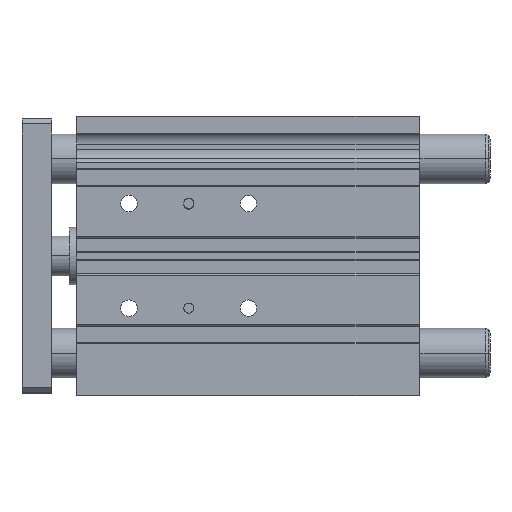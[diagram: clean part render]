
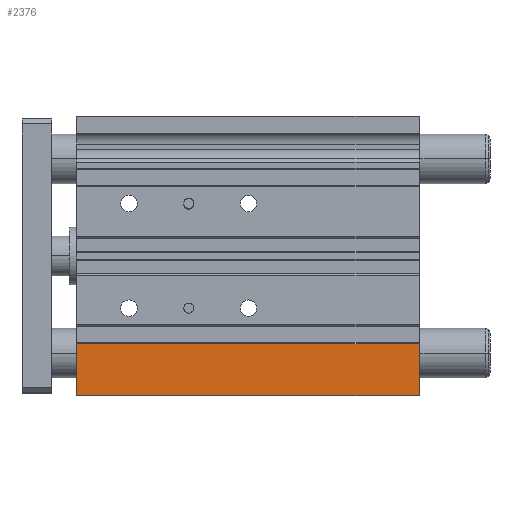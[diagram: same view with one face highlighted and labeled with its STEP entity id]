
A CAD part, top view. The second image highlights one B-rep face of the part: STEP entity #2376.
In plain terms, the highlighted planar face has unit normal (0, 0, 1).
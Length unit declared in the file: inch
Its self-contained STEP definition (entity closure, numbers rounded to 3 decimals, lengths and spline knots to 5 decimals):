
#271 = DIRECTION ( 'NONE',  ( 0., -1., 0. ) ) ;
#383 = LINE ( 'NONE', #1366, #2791 ) ;
#445 = DIRECTION ( 'NONE',  ( -1., 0., 0. ) ) ;
#499 = EDGE_CURVE ( 'NONE', #5656, #8051, #9006, .T. ) ;
#1366 = CARTESIAN_POINT ( 'NONE',  ( 5.41339, -2.20472, 0.94488 ) ) ;
#1622 = EDGE_CURVE ( 'NONE', #8051, #6744, #383, .T. ) ;
#1626 = FACE_OUTER_BOUND ( 'NONE', #8998, .T. ) ;
#2124 = CARTESIAN_POINT ( 'NONE',  ( 0., -1.3878, 0.94488 ) ) ;
#2376 = ADVANCED_FACE ( 'NONE', ( #1626 ), #9950, .F. ) ;
#2655 = CARTESIAN_POINT ( 'NONE',  ( 5.41339, -2.20472, 0.94488 ) ) ;
#2791 = VECTOR ( 'NONE', #445, 39.37008 ) ;
#3063 = LINE ( 'NONE', #4873, #10771 ) ;
#3104 = EDGE_CURVE ( 'NONE', #5656, #7575, #3063, .T. ) ;
#3209 = VECTOR ( 'NONE', #11806, 39.37008 ) ;
#3899 = DIRECTION ( 'NONE',  ( -1., 0., 0. ) ) ;
#4873 = CARTESIAN_POINT ( 'NONE',  ( 5.41339, -1.3878, 0.94488 ) ) ;
#5656 = VERTEX_POINT ( 'NONE', #9060 ) ;
#5877 = LINE ( 'NONE', #2124, #9364 ) ;
#6251 = DIRECTION ( 'NONE',  ( 0., -1., 0. ) ) ;
#6744 = VERTEX_POINT ( 'NONE', #7540 ) ;
#7540 = CARTESIAN_POINT ( 'NONE',  ( 0., -2.20472, 0.94488 ) ) ;
#7575 = VERTEX_POINT ( 'NONE', #9212 ) ;
#8051 = VERTEX_POINT ( 'NONE', #2655 ) ;
#8099 = CARTESIAN_POINT ( 'NONE',  ( 5.41339, -1.3878, 0.94488 ) ) ;
#8572 = EDGE_CURVE ( 'NONE', #7575, #6744, #5877, .T. ) ;
#8998 = EDGE_LOOP ( 'NONE', ( #11855, #10062, #11218, #11663 ) ) ;
#9006 = LINE ( 'NONE', #8099, #3209 ) ;
#9060 = CARTESIAN_POINT ( 'NONE',  ( 5.41339, -1.3878, 0.94488 ) ) ;
#9212 = CARTESIAN_POINT ( 'NONE',  ( 0., -1.3878, 0.94488 ) ) ;
#9364 = VECTOR ( 'NONE', #271, 39.37008 ) ;
#9833 = DIRECTION ( 'NONE',  ( 0., 0., -1. ) ) ;
#9950 = PLANE ( 'NONE',  #11524 ) ;
#10062 = ORIENTED_EDGE ( 'NONE', *, *, #1622, .F. ) ;
#10733 = CARTESIAN_POINT ( 'NONE',  ( 5.41339, -1.3878, 0.94488 ) ) ;
#10771 = VECTOR ( 'NONE', #3899, 39.37008 ) ;
#11218 = ORIENTED_EDGE ( 'NONE', *, *, #499, .F. ) ;
#11524 = AXIS2_PLACEMENT_3D ( 'NONE', #10733, #9833, #6251 ) ;
#11663 = ORIENTED_EDGE ( 'NONE', *, *, #3104, .T. ) ;
#11806 = DIRECTION ( 'NONE',  ( 0., -1., 0. ) ) ;
#11855 = ORIENTED_EDGE ( 'NONE', *, *, #8572, .T. ) ;
